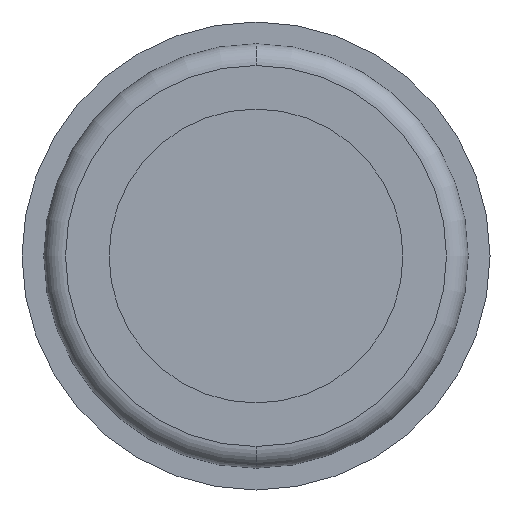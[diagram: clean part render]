
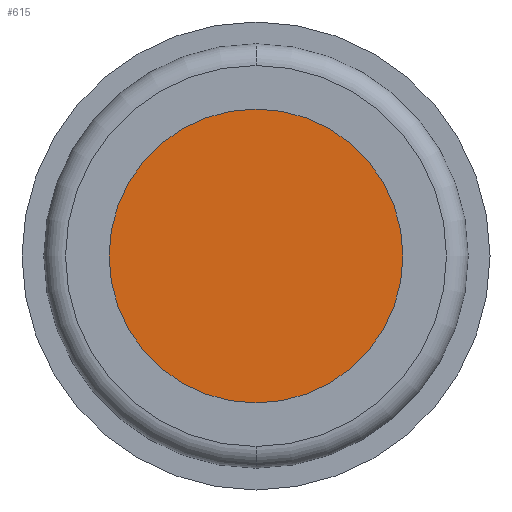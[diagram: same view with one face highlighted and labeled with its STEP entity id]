
A CAD part, front view. The second image highlights one B-rep face of the part: STEP entity #615.
In plain terms, the highlighted planar face has unit normal (0, -1, 0).
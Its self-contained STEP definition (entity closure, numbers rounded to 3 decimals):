
#1 = CIRCLE ( 'NONE', #7, 13.5 ) ;
#7 = AXIS2_PLACEMENT_3D ( 'NONE', #358, #365, #366 ) ;
#35 = FACE_OUTER_BOUND ( 'NONE', #747, .T. ) ;
#39 = AXIS2_PLACEMENT_3D ( 'NONE', #215, #216, #217 ) ;
#72 = CARTESIAN_POINT ( 'NONE',  ( 0., 10.7, 0. ) ) ;
#73 = DIRECTION ( 'NONE',  ( 0., 1., 0. ) ) ;
#74 = DIRECTION ( 'NONE',  ( 0., 0., 1. ) ) ;
#149 = AXIS2_PLACEMENT_3D ( 'NONE', #72, #73, #74 ) ;
#150 = CIRCLE ( 'NONE', #149, 13.5 ) ;
#214 = PLANE ( 'NONE',  #39 ) ;
#215 = CARTESIAN_POINT ( 'NONE',  ( 13.5, 10.7, 0. ) ) ;
#216 = DIRECTION ( 'NONE',  ( 0., 1., 0. ) ) ;
#217 = DIRECTION ( 'NONE',  ( 0., 0., 1. ) ) ;
#323 = CARTESIAN_POINT ( 'NONE',  ( 0., 10.7, -13.5 ) ) ;
#324 = CARTESIAN_POINT ( 'NONE',  ( 0., 10.7, 13.5 ) ) ;
#358 = CARTESIAN_POINT ( 'NONE',  ( 0., 10.7, 0. ) ) ;
#365 = DIRECTION ( 'NONE',  ( 0., 1., 0. ) ) ;
#366 = DIRECTION ( 'NONE',  ( 0., 0., 1. ) ) ;
#380 = EDGE_CURVE ( 'NONE', #480, #481, #1, .T. ) ;
#435 = ORIENTED_EDGE ( 'NONE', *, *, #732, .F. ) ;
#437 = ORIENTED_EDGE ( 'NONE', *, *, #380, .F. ) ;
#480 = VERTEX_POINT ( 'NONE', #323 ) ;
#481 = VERTEX_POINT ( 'NONE', #324 ) ;
#615 = ADVANCED_FACE ( 'NONE', ( #35 ), #214, .F. ) ;
#732 = EDGE_CURVE ( 'NONE', #481, #480, #150, .T. ) ;
#747 = EDGE_LOOP ( 'NONE', ( #435, #437 ) ) ;
